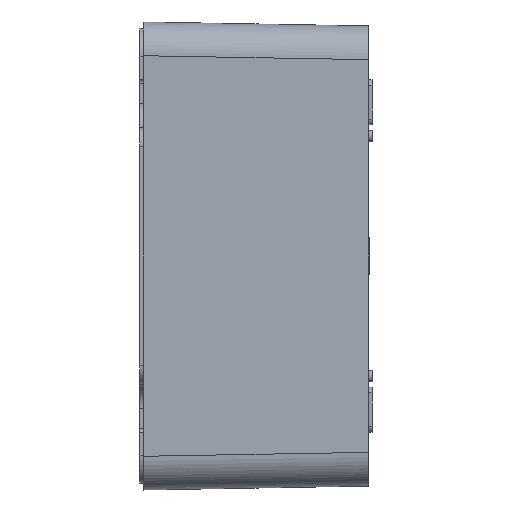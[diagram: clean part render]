
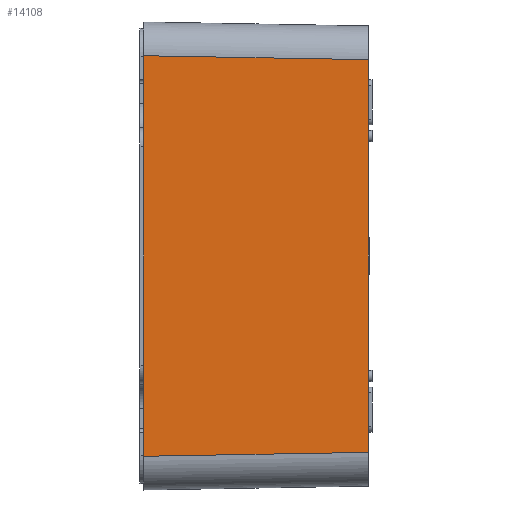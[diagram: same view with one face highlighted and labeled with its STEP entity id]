
A CAD part, left-side view. The second image highlights one B-rep face of the part: STEP entity #14108.
In plain terms, the highlighted planar face has unit normal (-1, -0.018, 0).
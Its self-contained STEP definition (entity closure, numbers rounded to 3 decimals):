
#222=CARTESIAN_POINT('',(-60.944,-60.5,-52.395));
#232=DIRECTION('',(0.,0.,1.));
#233=VECTOR('',#232,104.791);
#234=CARTESIAN_POINT('',(-60.944,-60.5,-52.395));
#235=LINE('',#234,#233);
#244=CARTESIAN_POINT('',(-60.944,-60.5,52.395));
#5266=DIRECTION('',(0.,0.,1.));
#5267=VECTOR('',#5266,106.885);
#5268=CARTESIAN_POINT('',(-61.991,-0.5,-53.443));
#5269=LINE('',#5268,#5267);
#5270=DIRECTION('',(0.017,-1.,-0.017));
#5271=VECTOR('',#5270,60.018);
#5272=CARTESIAN_POINT('',(-61.991,-0.5,53.443));
#5273=LINE('',#5272,#5271);
#5274=DIRECTION('',(0.017,-1.,0.017));
#5275=VECTOR('',#5274,60.018);
#5276=CARTESIAN_POINT('',(-61.991,-0.5,-53.443));
#5277=LINE('',#5276,#5275);
#5848=CARTESIAN_POINT('',(-61.991,-0.5,-53.443));
#5849=CARTESIAN_POINT('',(-61.991,-0.5,53.443));
#5850=VERTEX_POINT('',#5848);
#5851=VERTEX_POINT('',#5849);
#6357=VERTEX_POINT('',#222);
#6360=VERTEX_POINT('',#244);
#14096=CARTESIAN_POINT('',(-62.,0.,-65.693));
#14097=DIRECTION('',(-1.,-0.017,0.));
#14098=DIRECTION('',(0.,0.,1.));
#14099=AXIS2_PLACEMENT_3D('',#14096,#14097,#14098);
#14100=PLANE('',#14099);
#14101=ORIENTED_EDGE('',*,*,#12671,.T.);
#14102=ORIENTED_EDGE('',*,*,#14091,.T.);
#14103=ORIENTED_EDGE('',*,*,#7138,.F.);
#14105=ORIENTED_EDGE('',*,*,#14104,.F.);
#14106=EDGE_LOOP('',(#14101,#14102,#14103,#14105));
#14107=FACE_OUTER_BOUND('',#14106,.F.);
#14108=ADVANCED_FACE('',(#14107),#14100,.T.);
#7138=EDGE_CURVE('',#6357,#6360,#235,.T.);
#12671=EDGE_CURVE('',#5850,#5851,#5269,.T.);
#14091=EDGE_CURVE('',#5851,#6360,#5273,.T.);
#14104=EDGE_CURVE('',#5850,#6357,#5277,.T.);
